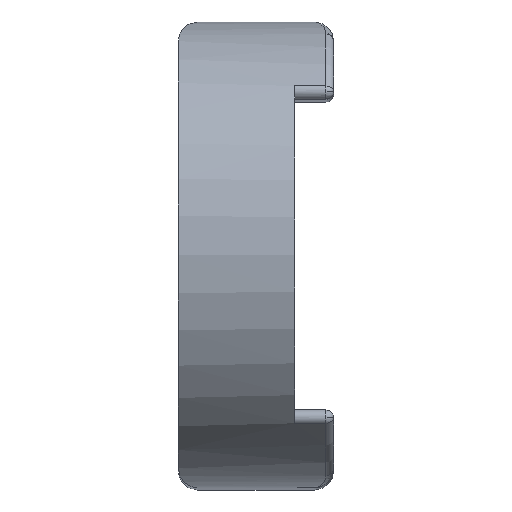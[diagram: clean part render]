
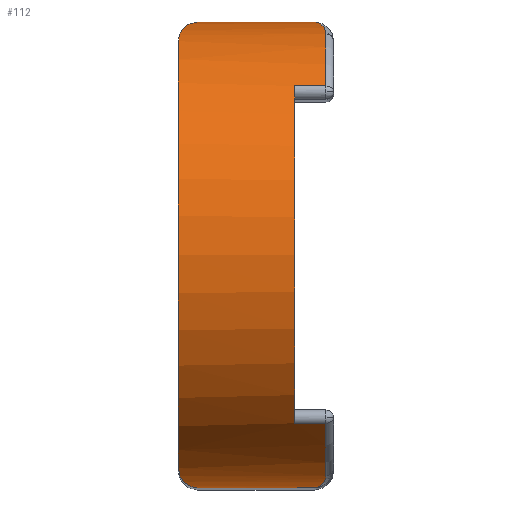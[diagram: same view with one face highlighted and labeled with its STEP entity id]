
A CAD part, top view. The second image highlights one B-rep face of the part: STEP entity #112.
In plain terms, the highlighted cylindrical face has radius 6 mm (diameter 12 mm), a partial arc.
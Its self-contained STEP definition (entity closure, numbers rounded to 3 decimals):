
#12 = EDGE_CURVE ( 'NONE', #186, #1077, #941, .T. ) ;
#29 = CARTESIAN_POINT ( 'NONE',  ( -1.728, 5.949, -5.193 ) ) ;
#67 = B_SPLINE_CURVE_WITH_KNOTS ( 'NONE', 3,
 ( #455, #1228, #1352, #580, #1466, #709 ),
 .UNSPECIFIED., .F., .F.,
 ( 4, 2, 4 ),
 ( 0., 0.001, 0.002 ),
 .UNSPECIFIED. ) ;
#71 = EDGE_CURVE ( 'NONE', #469, #339, #644, .T. ) ;
#81 = CIRCLE ( 'NONE', #831, 6. ) ;
#90 = CARTESIAN_POINT ( 'NONE',  ( -2., -5.5, -3.602 ) ) ;
#101 = DIRECTION ( 'NONE',  ( -1., 0., 0. ) ) ;
#104 = DIRECTION ( 'NONE',  ( 0., 0., -1. ) ) ;
#110 = CARTESIAN_POINT ( 'NONE',  ( 1.8, 0., -6. ) ) ;
#112 = ADVANCED_FACE ( 'NONE', ( #304 ), #270, .T. ) ;
#149 = CARTESIAN_POINT ( 'NONE',  ( -1.876, 5.836, -4.59 ) ) ;
#157 = DIRECTION ( 'NONE',  ( 1., 0., 0. ) ) ;
#186 = VERTEX_POINT ( 'NONE', #219 ) ;
#194 = EDGE_CURVE ( 'NONE', #786, #1499, #67, .T. ) ;
#219 = CARTESIAN_POINT ( 'NONE',  ( -1.5, 6., -6. ) ) ;
#220 = DIRECTION ( 'NONE',  ( -1., 0., 0. ) ) ;
#225 = ORIENTED_EDGE ( 'NONE', *, *, #660, .T. ) ;
#227 = DIRECTION ( 'NONE',  ( 0., 0., -1. ) ) ;
#270 = CYLINDRICAL_SURFACE ( 'NONE', #400, 6. ) ;
#288 = CARTESIAN_POINT ( 'NONE',  ( 1., 4.345, -1.862 ) ) ;
#297 = ORIENTED_EDGE ( 'NONE', *, *, #1274, .T. ) ;
#302 = CARTESIAN_POINT ( 'NONE',  ( -1.979, -5.658, -3.993 ) ) ;
#304 = FACE_OUTER_BOUND ( 'NONE', #1496, .T. ) ;
#339 = VERTEX_POINT ( 'NONE', #1547 ) ;
#342 = EDGE_CURVE ( 'NONE', #487, #1536, #1396, .T. ) ;
#352 = LINE ( 'NONE', #978, #1202 ) ;
#371 = VECTOR ( 'NONE', #437, 1000. ) ;
#372 = AXIS2_PLACEMENT_3D ( 'NONE', #841, #101, #984 ) ;
#386 = CARTESIAN_POINT ( 'NONE',  ( -1.5, -6., -6. ) ) ;
#387 = CARTESIAN_POINT ( 'NONE',  ( -1.558, 6., -5.798 ) ) ;
#400 = AXIS2_PLACEMENT_3D ( 'NONE', #555, #1439, #429 ) ;
#417 = CARTESIAN_POINT ( 'NONE',  ( -1.876, -5.836, -4.59 ) ) ;
#429 = DIRECTION ( 'NONE',  ( 0., 0., -1. ) ) ;
#434 = EDGE_CURVE ( 'NONE', #1589, #1533, #1083, .T. ) ;
#437 = DIRECTION ( 'NONE',  ( 1., 0., 0. ) ) ;
#440 = AXIS2_PLACEMENT_3D ( 'NONE', #1588, #843, #104 ) ;
#443 = ORIENTED_EDGE ( 'NONE', *, *, #959, .T. ) ;
#455 = CARTESIAN_POINT ( 'NONE',  ( 1.5, -6., -6. ) ) ;
#469 = VERTEX_POINT ( 'NONE', #822 ) ;
#487 = VERTEX_POINT ( 'NONE', #90 ) ;
#515 = CARTESIAN_POINT ( 'NONE',  ( -1.918, 5.783, -4.389 ) ) ;
#519 = CARTESIAN_POINT ( 'NONE',  ( 1.754, 5.872, -4.726 ) ) ;
#542 = CARTESIAN_POINT ( 'NONE',  ( -1.728, -5.949, -5.193 ) ) ;
#551 = EDGE_CURVE ( 'NONE', #487, #1077, #1543, .T. ) ;
#555 = CARTESIAN_POINT ( 'NONE',  ( -2., 0., -6. ) ) ;
#580 = CARTESIAN_POINT ( 'NONE',  ( 1.754, -5.872, -4.726 ) ) ;
#588 = CARTESIAN_POINT ( 'NONE',  ( 1.5, -6., -6. ) ) ;
#615 = VECTOR ( 'NONE', #1395, 1000. ) ;
#634 = CARTESIAN_POINT ( 'NONE',  ( -2., -4.345, -1.862 ) ) ;
#636 = CARTESIAN_POINT ( 'NONE',  ( -2., 5.585, -3.797 ) ) ;
#643 = CARTESIAN_POINT ( 'NONE',  ( 1.57, 6., -5.68 ) ) ;
#644 = LINE ( 'NONE', #634, #615 ) ;
#660 = EDGE_CURVE ( 'NONE', #1536, #786, #1062, .T. ) ;
#665 = CARTESIAN_POINT ( 'NONE',  ( -1.558, -6., -5.798 ) ) ;
#666 = AXIS2_PLACEMENT_3D ( 'NONE', #980, #220, #1102 ) ;
#669 = CIRCLE ( 'NONE', #372, 6. ) ;
#678 = CARTESIAN_POINT ( 'NONE',  ( -2., 4.345, -1.862 ) ) ;
#709 = CARTESIAN_POINT ( 'NONE',  ( 1.8, -5.69, -4.095 ) ) ;
#716 = VECTOR ( 'NONE', #157, 1000. ) ;
#727 = ORIENTED_EDGE ( 'NONE', *, *, #1535, .T. ) ;
#769 = EDGE_CURVE ( 'NONE', #1499, #469, #669, .T. ) ;
#786 = VERTEX_POINT ( 'NONE', #588 ) ;
#822 = CARTESIAN_POINT ( 'NONE',  ( 1.8, -4.345, -1.862 ) ) ;
#831 = AXIS2_PLACEMENT_3D ( 'NONE', #110, #990, #227 ) ;
#841 = CARTESIAN_POINT ( 'NONE',  ( 1.8, 0., -6. ) ) ;
#843 = DIRECTION ( 'NONE',  ( -1., 0., 0. ) ) ;
#859 = ORIENTED_EDGE ( 'NONE', *, *, #342, .T. ) ;
#890 = ORIENTED_EDGE ( 'NONE', *, *, #12, .T. ) ;
#894 = ORIENTED_EDGE ( 'NONE', *, *, #769, .T. ) ;
#927 = CARTESIAN_POINT ( 'NONE',  ( -2., 5.5, -3.602 ) ) ;
#941 = B_SPLINE_CURVE_WITH_KNOTS ( 'NONE', 3,
 ( #1286, #387, #1159, #29, #1035, #149, #515, #1403, #636, #1527 ),
 .UNSPECIFIED., .F., .F.,
 ( 4, 2, 2, 2, 4 ),
 ( 0., 0.001, 0.001, 0.002, 0.003 ),
 .UNSPECIFIED. ) ;
#959 = EDGE_CURVE ( 'NONE', #1533, #1309, #81, .T. ) ;
#978 = CARTESIAN_POINT ( 'NONE',  ( -2., 6., -6. ) ) ;
#980 = CARTESIAN_POINT ( 'NONE',  ( -2., 0., -6. ) ) ;
#984 = DIRECTION ( 'NONE',  ( 0., 1., 0. ) ) ;
#990 = DIRECTION ( 'NONE',  ( -1., 0., 0. ) ) ;
#1035 = CARTESIAN_POINT ( 'NONE',  ( -1.781, 5.918, -4.992 ) ) ;
#1040 = CARTESIAN_POINT ( 'NONE',  ( 1.8, 4.345, -1.862 ) ) ;
#1059 = CARTESIAN_POINT ( 'NONE',  ( -2., -5.585, -3.797 ) ) ;
#1062 = LINE ( 'NONE', #1166, #716 ) ;
#1077 = VERTEX_POINT ( 'NONE', #927 ) ;
#1083 = LINE ( 'NONE', #678, #371 ) ;
#1099 = DIRECTION ( 'NONE',  ( 1., 0., 0. ) ) ;
#1102 = DIRECTION ( 'NONE',  ( 0., 0., -1. ) ) ;
#1115 = CARTESIAN_POINT ( 'NONE',  ( 1.5, 6., -6. ) ) ;
#1122 = ORIENTED_EDGE ( 'NONE', *, *, #551, .F. ) ;
#1159 = CARTESIAN_POINT ( 'NONE',  ( -1.617, 5.99, -5.595 ) ) ;
#1163 = B_SPLINE_CURVE_WITH_KNOTS ( 'NONE', 3,
 ( #1164, #1289, #519, #1406, #643, #1528 ),
 .UNSPECIFIED., .F., .F.,
 ( 4, 2, 4 ),
 ( 0., 0.001, 0.002 ),
 .UNSPECIFIED. ) ;
#1164 = CARTESIAN_POINT ( 'NONE',  ( 1.8, 5.69, -4.095 ) ) ;
#1166 = CARTESIAN_POINT ( 'NONE',  ( -2., -6., -6. ) ) ;
#1187 = CARTESIAN_POINT ( 'NONE',  ( -1.918, -5.783, -4.389 ) ) ;
#1202 = VECTOR ( 'NONE', #1099, 1000. ) ;
#1228 = CARTESIAN_POINT ( 'NONE',  ( 1.57, -6., -5.681 ) ) ;
#1270 = EDGE_CURVE ( 'NONE', #186, #1314, #352, .T. ) ;
#1274 = EDGE_CURVE ( 'NONE', #339, #1589, #1523, .T. ) ;
#1286 = CARTESIAN_POINT ( 'NONE',  ( -1.5, 6., -6. ) ) ;
#1289 = CARTESIAN_POINT ( 'NONE',  ( 1.8, 5.794, -4.408 ) ) ;
#1309 = VERTEX_POINT ( 'NONE', #1357 ) ;
#1313 = CARTESIAN_POINT ( 'NONE',  ( -1.781, -5.918, -4.992 ) ) ;
#1314 = VERTEX_POINT ( 'NONE', #1115 ) ;
#1352 = CARTESIAN_POINT ( 'NONE',  ( 1.641, -5.975, -5.361 ) ) ;
#1357 = CARTESIAN_POINT ( 'NONE',  ( 1.8, 5.69, -4.095 ) ) ;
#1395 = DIRECTION ( 'NONE',  ( -1., 0., 0. ) ) ;
#1396 = B_SPLINE_CURVE_WITH_KNOTS ( 'NONE', 3,
 ( #1497, #1059, #302, #1187, #417, #1313, #542, #1427, #665, #1554 ),
 .UNSPECIFIED., .F., .F.,
 ( 4, 2, 2, 2, 4 ),
 ( 0., 0.001, 0.001, 0.002, 0.003 ),
 .UNSPECIFIED. ) ;
#1403 = CARTESIAN_POINT ( 'NONE',  ( -1.979, 5.658, -3.993 ) ) ;
#1406 = CARTESIAN_POINT ( 'NONE',  ( 1.641, 5.975, -5.361 ) ) ;
#1420 = ORIENTED_EDGE ( 'NONE', *, *, #434, .T. ) ;
#1427 = CARTESIAN_POINT ( 'NONE',  ( -1.617, -5.99, -5.595 ) ) ;
#1439 = DIRECTION ( 'NONE',  ( 1., 0., 0. ) ) ;
#1466 = CARTESIAN_POINT ( 'NONE',  ( 1.8, -5.794, -4.408 ) ) ;
#1496 = EDGE_LOOP ( 'NONE', ( #225, #1517, #894, #1591, #297, #1420, #443, #727, #1500, #890, #1122, #859 ) ) ;
#1497 = CARTESIAN_POINT ( 'NONE',  ( -2., -5.5, -3.602 ) ) ;
#1499 = VERTEX_POINT ( 'NONE', #1520 ) ;
#1500 = ORIENTED_EDGE ( 'NONE', *, *, #1270, .F. ) ;
#1517 = ORIENTED_EDGE ( 'NONE', *, *, #194, .T. ) ;
#1520 = CARTESIAN_POINT ( 'NONE',  ( 1.8, -5.69, -4.095 ) ) ;
#1523 = CIRCLE ( 'NONE', #440, 6. ) ;
#1527 = CARTESIAN_POINT ( 'NONE',  ( -2., 5.5, -3.602 ) ) ;
#1528 = CARTESIAN_POINT ( 'NONE',  ( 1.5, 6., -6. ) ) ;
#1533 = VERTEX_POINT ( 'NONE', #1040 ) ;
#1535 = EDGE_CURVE ( 'NONE', #1309, #1314, #1163, .T. ) ;
#1536 = VERTEX_POINT ( 'NONE', #386 ) ;
#1543 = CIRCLE ( 'NONE', #666, 6. ) ;
#1547 = CARTESIAN_POINT ( 'NONE',  ( 1., -4.345, -1.862 ) ) ;
#1554 = CARTESIAN_POINT ( 'NONE',  ( -1.5, -6., -6. ) ) ;
#1588 = CARTESIAN_POINT ( 'NONE',  ( 1., 0., -6. ) ) ;
#1589 = VERTEX_POINT ( 'NONE', #288 ) ;
#1591 = ORIENTED_EDGE ( 'NONE', *, *, #71, .T. ) ;
